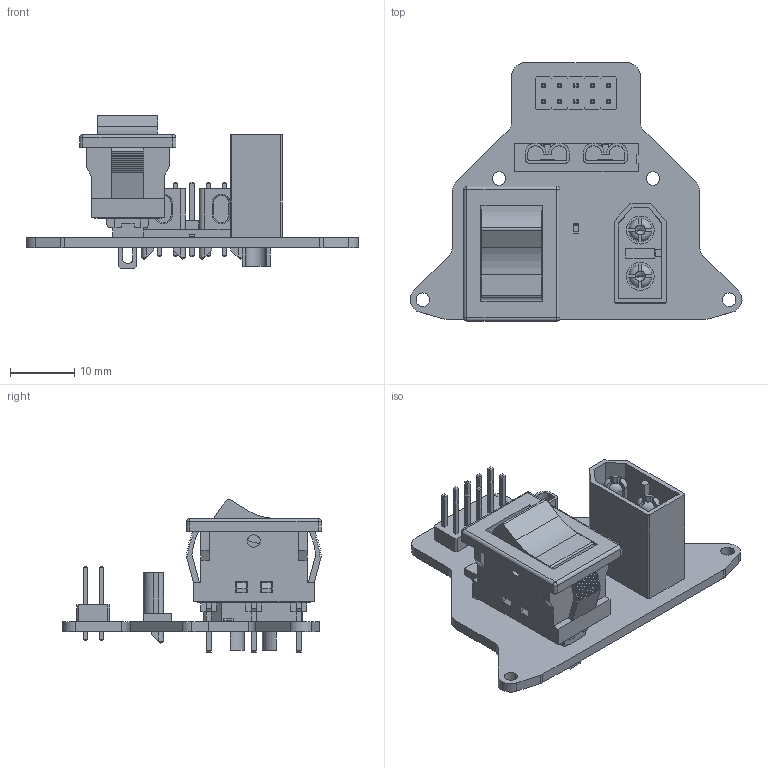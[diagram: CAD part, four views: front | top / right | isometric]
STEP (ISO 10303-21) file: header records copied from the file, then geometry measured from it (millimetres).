
FILE_DESCRIPTION(('KiCad electronic assembly'),'2;1');
FILE_NAME('power.step','2023-03-02T22:12:15',('Pcbnew'),('Kicad'), 'Open CASCADE STEP processor 7.6','KiCad to STEP converter','Unknown' );
FILE_SCHEMA(('AUTOMOTIVE_DESIGN { 1 0 10303 214 1 1 1 1 }'));
Length unit declared in the file: millimetre
Products named in the file (12): power 1; PinHeader_2x05_P2.54mm_Vertical; SOLID; SLE6D; COMPOUND; FUSE_3522-2; R_0603_1608Metric; XT60-M--3DModel-STEP-56544; power PCB
Assembly tree (11 placements, depth 3):
  power 1
    PinHeader_2x05_P2.54mm_Vertical
      SOLID
    SLE6D
      COMPOUND
    FUSE_3522-2
      COMPOUND
    R_0603_1608Metric
      SOLID
    XT60-M--3DModel-STEP-56544
      COMPOUND
    power PCB
Bounding box: 51.69 x 40.26 x 23.9 mm (x, y, z)
Volume: 6277.5 mm3; surface area: 9570.5 mm2
Topology: 18 solids, 18 shells, 899 faces, 2309 edges, 1482 vertices
Faces by surface type: plane 713, cylinder 150, cone 16, torus 8, revolution 8, sphere 4
Full cylindrical faces by diameter (mm): 1 x10, 1.95 x1, 2.1 x4, 2.54 x4, 3 x1, 4.5 x2
Entity records: 61788 total; most frequent: CARTESIAN_POINT 12181, DIRECTION 8782, LINE 6057, VECTOR 6057, ORIENTED_EDGE 4594, PCURVE 4594, DEFINITIONAL_REPRESENTATION 4594, EDGE_CURVE 2297
